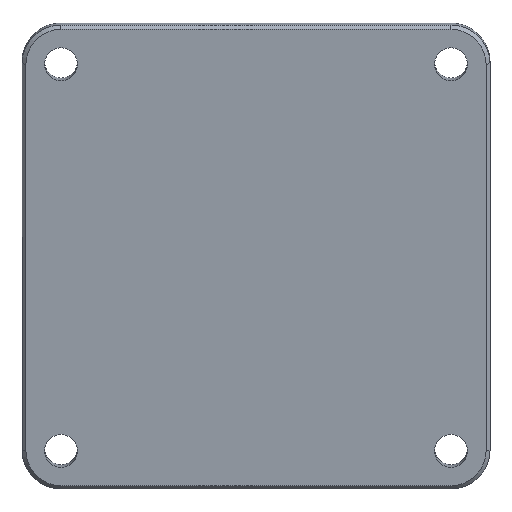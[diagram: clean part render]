
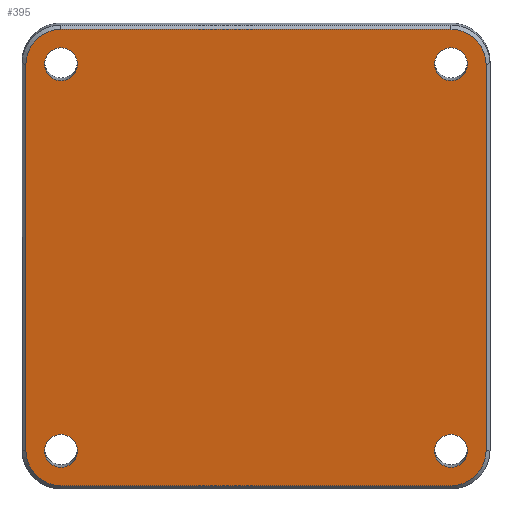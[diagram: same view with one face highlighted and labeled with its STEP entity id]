
A CAD part, front view. The second image highlights one B-rep face of the part: STEP entity #395.
In plain terms, the highlighted planar face has unit normal (0, -0.991, -0.132).
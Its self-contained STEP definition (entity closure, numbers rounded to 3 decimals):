
#395=ADVANCED_FACE('',(#1117,#1119,#1121,#1123,#1125),#1127,.T.);
#1117=FACE_BOUND('',#1118,.T.);
#1118=EDGE_LOOP('',(#1645,#1646,#1647,#1648,#1649,#1650,#1651,#1652));
#1119=FACE_BOUND('',#1120,.T.);
#1120=EDGE_LOOP('',(#1653));
#1121=FACE_BOUND('',#1122,.T.);
#1122=EDGE_LOOP('',(#1654));
#1123=FACE_BOUND('',#1124,.T.);
#1124=EDGE_LOOP('',(#1655));
#1125=FACE_BOUND('',#1126,.T.);
#1126=EDGE_LOOP('',(#1656));
#1127=PLANE('',#1128);
#1128=AXIS2_PLACEMENT_3D('',#1129,#1130,#1131);
#1129=CARTESIAN_POINT('',(0.,-1.982,-0.264));
#1130=DIRECTION('',(0.,-0.991,-0.132));
#1131=DIRECTION('',(1.,0.,0.));
#1645=ORIENTED_EDGE('',*,*,#1973,.T.);
#1646=ORIENTED_EDGE('',*,*,#1974,.T.);
#1647=ORIENTED_EDGE('',*,*,#1975,.T.);
#1648=ORIENTED_EDGE('',*,*,#1976,.T.);
#1649=ORIENTED_EDGE('',*,*,#1977,.T.);
#1650=ORIENTED_EDGE('',*,*,#1978,.T.);
#1651=ORIENTED_EDGE('',*,*,#1979,.T.);
#1652=ORIENTED_EDGE('',*,*,#1980,.T.);
#1653=ORIENTED_EDGE('',*,*,#1945,.T.);
#1654=ORIENTED_EDGE('',*,*,#1946,.T.);
#1655=ORIENTED_EDGE('',*,*,#1947,.T.);
#1656=ORIENTED_EDGE('',*,*,#1948,.T.);
#1945=EDGE_CURVE('',#2217,#2217,#2218,.F.);
#1946=EDGE_CURVE('',#2219,#2219,#2220,.F.);
#1947=EDGE_CURVE('',#2221,#2221,#2222,.F.);
#1948=EDGE_CURVE('',#2223,#2223,#2224,.F.);
#1973=EDGE_CURVE('',#2261,#2262,#2263,.T.);
#1974=EDGE_CURVE('',#2262,#2264,#2265,.T.);
#1975=EDGE_CURVE('',#2264,#2266,#2267,.T.);
#1976=EDGE_CURVE('',#2266,#2268,#2269,.T.);
#1977=EDGE_CURVE('',#2268,#2270,#2271,.T.);
#1978=EDGE_CURVE('',#2270,#2272,#2273,.T.);
#1979=EDGE_CURVE('',#2272,#2274,#2275,.T.);
#1980=EDGE_CURVE('',#2274,#2261,#2276,.T.);
#2217=VERTEX_POINT('',#2761);
#2218=CIRCLE('',#2762,1.7);
#2219=VERTEX_POINT('',#2766);
#2220=CIRCLE('',#2767,1.7);
#2221=VERTEX_POINT('',#2771);
#2222=CIRCLE('',#2772,1.7);
#2223=VERTEX_POINT('',#2776);
#2224=CIRCLE('',#2777,1.7);
#2261=VERTEX_POINT('',#2865);
#2262=VERTEX_POINT('',#2866);
#2263=LINE('',#2867,#2868);
#2264=VERTEX_POINT('',#2870);
#2265=CIRCLE('',#2871,3.6);
#2266=VERTEX_POINT('',#2875);
#2267=LINE('',#2876,#2877);
#2268=VERTEX_POINT('',#2879);
#2269=CIRCLE('',#2880,3.6);
#2270=VERTEX_POINT('',#2884);
#2271=LINE('',#2885,#2886);
#2272=VERTEX_POINT('',#2888);
#2273=CIRCLE('',#2889,3.6);
#2274=VERTEX_POINT('',#2893);
#2275=LINE('',#2894,#2895);
#2276=CIRCLE('',#2897,3.6);
#2761=CARTESIAN_POINT('',(121.2,-3.628,12.079));
#2762=AXIS2_PLACEMENT_3D('',#2763,#2764,#2765);
#2763=CARTESIAN_POINT('',(119.5,-3.628,12.079));
#2764=DIRECTION('',(0.,-0.991,-0.132));
#2765=DIRECTION('',(1.,0.,0.));
#2766=CARTESIAN_POINT('',(81.2,-3.628,12.079));
#2767=AXIS2_PLACEMENT_3D('',#2768,#2769,#2770);
#2768=CARTESIAN_POINT('',(79.5,-3.628,12.079));
#2769=DIRECTION('',(0.,-0.991,-0.132));
#2770=DIRECTION('',(1.,0.,0.));
#2771=CARTESIAN_POINT('',(121.2,-8.915,51.728));
#2772=AXIS2_PLACEMENT_3D('',#2773,#2774,#2775);
#2773=CARTESIAN_POINT('',(119.5,-8.915,51.728));
#2774=DIRECTION('',(0.,-0.991,-0.132));
#2775=DIRECTION('',(1.,0.,0.));
#2776=CARTESIAN_POINT('',(81.2,-8.915,51.728));
#2777=AXIS2_PLACEMENT_3D('',#2778,#2779,#2780);
#2778=CARTESIAN_POINT('',(79.5,-8.915,51.728));
#2779=DIRECTION('',(0.,-0.991,-0.132));
#2780=DIRECTION('',(1.,0.,0.));
#2865=CARTESIAN_POINT('',(79.5,-3.152,8.51));
#2866=CARTESIAN_POINT('',(119.5,-3.152,8.51));
#2867=CARTESIAN_POINT('',(79.5,-3.152,8.51));
#2868=VECTOR('',#2869,1.);
#2869=DIRECTION('',(1.,0.,0.));
#2870=CARTESIAN_POINT('',(123.1,-3.628,12.079));
#2871=AXIS2_PLACEMENT_3D('',#2872,#2873,#2874);
#2872=CARTESIAN_POINT('',(119.5,-3.628,12.079));
#2873=DIRECTION('',(0.,-0.991,-0.132));
#2874=DIRECTION('',(0.,0.132,-0.991));
#2875=CARTESIAN_POINT('',(123.1,-8.915,51.728));
#2876=CARTESIAN_POINT('',(123.1,-3.628,12.079));
#2877=VECTOR('',#2878,1.);
#2878=DIRECTION('',(0.,-0.132,0.991));
#2879=CARTESIAN_POINT('',(119.5,-9.391,55.296));
#2880=AXIS2_PLACEMENT_3D('',#2881,#2882,#2883);
#2881=CARTESIAN_POINT('',(119.5,-8.915,51.728));
#2882=DIRECTION('',(0.,-0.991,-0.132));
#2883=DIRECTION('',(1.,0.,0.));
#2884=CARTESIAN_POINT('',(79.5,-9.391,55.296));
#2885=CARTESIAN_POINT('',(119.5,-9.391,55.296));
#2886=VECTOR('',#2887,1.);
#2887=DIRECTION('',(-1.,0.,0.));
#2888=CARTESIAN_POINT('',(75.9,-8.915,51.728));
#2889=AXIS2_PLACEMENT_3D('',#2890,#2891,#2892);
#2890=CARTESIAN_POINT('',(79.5,-8.915,51.728));
#2891=DIRECTION('',(0.,-0.991,-0.132));
#2892=DIRECTION('',(0.,-0.132,0.991));
#2893=CARTESIAN_POINT('',(75.9,-3.628,12.079));
#2894=CARTESIAN_POINT('',(75.9,-8.915,51.728));
#2895=VECTOR('',#2896,1.);
#2896=DIRECTION('',(0.,0.132,-0.991));
#2897=AXIS2_PLACEMENT_3D('',#2898,#2899,#2900);
#2898=CARTESIAN_POINT('',(79.5,-3.628,12.079));
#2899=DIRECTION('',(0.,-0.991,-0.132));
#2900=DIRECTION('',(-1.,0.,0.));
